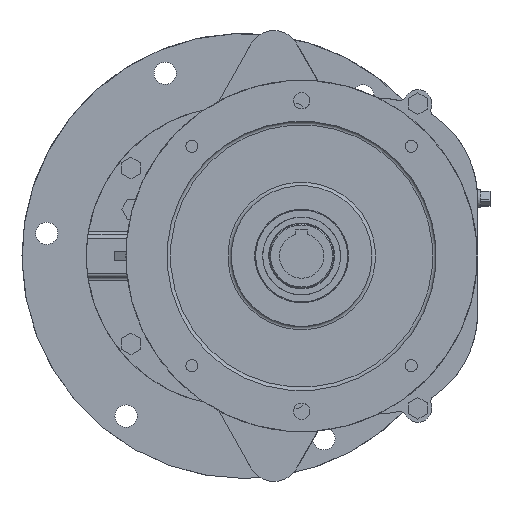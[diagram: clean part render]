
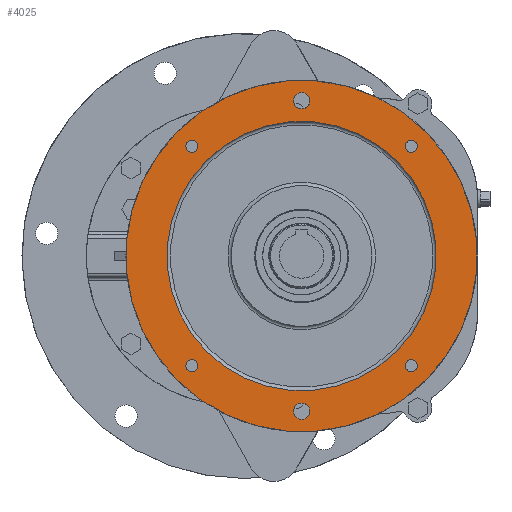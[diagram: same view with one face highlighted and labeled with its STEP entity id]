
A CAD part, left-side view. The second image highlights one B-rep face of the part: STEP entity #4025.
In plain terms, the highlighted planar face has unit normal (-1, 0, 0).
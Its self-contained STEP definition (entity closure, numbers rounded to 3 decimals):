
#517 = EDGE_LOOP ( 'NONE', ( #18024 ) ) ;
#609 = FACE_BOUND ( 'NONE', #11416, .T. ) ;
#854 = DIRECTION ( 'NONE',  ( 0., 0.707, 0.707 ) ) ;
#1019 = ORIENTED_EDGE ( 'NONE', *, *, #9390, .F. ) ;
#1765 = AXIS2_PLACEMENT_3D ( 'NONE', #21415, #13819, #21179 ) ;
#1855 = ORIENTED_EDGE ( 'NONE', *, *, #18058, .F. ) ;
#1863 = CARTESIAN_POINT ( 'NONE',  ( -343., 44.952, -93.692 ) ) ;
#2077 = EDGE_CURVE ( 'NONE', #16159, #16159, #19039, .T. ) ;
#2399 = EDGE_LOOP ( 'NONE', ( #17696 ) ) ;
#2604 = AXIS2_PLACEMENT_3D ( 'NONE', #18580, #4068, #9511 ) ;
#3333 = CIRCLE ( 'NONE', #18389, 5.1 ) ;
#3529 = DIRECTION ( 'NONE',  ( 0., 0.707, 0.707 ) ) ;
#3795 = DIRECTION ( 'NONE',  ( 0., 0.707, 0.707 ) ) ;
#3807 = CARTESIAN_POINT ( 'NONE',  ( -343., -43.79, -127.55 ) ) ;
#4025 = ADVANCED_FACE ( 'NONE', ( #8130, #15510, #22976, #9933, #17190, #609, #13688, #21043 ), #11878, .T. ) ;
#4068 = DIRECTION ( 'NONE',  ( -1., 0., 0. ) ) ;
#4281 = EDGE_LOOP ( 'NONE', ( #7014 ) ) ;
#4573 = AXIS2_PLACEMENT_3D ( 'NONE', #10058, #17428, #854 ) ;
#4688 = CARTESIAN_POINT ( 'NONE',  ( -343., 57.326, 106.066 ) ) ;
#4739 = ORIENTED_EDGE ( 'NONE', *, *, #4773, .F. ) ;
#4773 = EDGE_CURVE ( 'NONE', #17842, #17842, #4969, .T. ) ;
#4969 = CIRCLE ( 'NONE', #23104, 115. ) ;
#5145 = CARTESIAN_POINT ( 'NONE',  ( -343., 44.952, 93.692 ) ) ;
#5237 = DIRECTION ( 'NONE',  ( -1., 0., 0. ) ) ;
#6247 = AXIS2_PLACEMENT_3D ( 'NONE', #22909, #8289, #10107 ) ;
#6856 = AXIS2_PLACEMENT_3D ( 'NONE', #1863, #9253, #15183 ) ;
#6876 = EDGE_LOOP ( 'NONE', ( #1855 ) ) ;
#6929 = DIRECTION ( 'NONE',  ( 0., 0.707, 0.707 ) ) ;
#7014 = ORIENTED_EDGE ( 'NONE', *, *, #11288, .F. ) ;
#7084 = CARTESIAN_POINT ( 'NONE',  ( -343., -43.79, 137.45 ) ) ;
#7535 = CARTESIAN_POINT ( 'NONE',  ( -343., -142.432, -93.692 ) ) ;
#8130 = FACE_BOUND ( 'NONE', #4281, .T. ) ;
#8289 = DIRECTION ( 'NONE',  ( -1., 0., 0. ) ) ;
#8555 = CIRCLE ( 'NONE', #6247, 7. ) ;
#8660 = CARTESIAN_POINT ( 'NONE',  ( -343., 32.577, 81.317 ) ) ;
#8879 = CARTESIAN_POINT ( 'NONE',  ( -343., -138.825, -90.085 ) ) ;
#9253 = DIRECTION ( 'NONE',  ( -1., 0., 0. ) ) ;
#9390 = EDGE_CURVE ( 'NONE', #16277, #16277, #8555, .T. ) ;
#9511 = DIRECTION ( 'NONE',  ( 0., 0.707, 0.707 ) ) ;
#9575 = CIRCLE ( 'NONE', #2604, 7. ) ;
#9933 = FACE_BOUND ( 'NONE', #517, .T. ) ;
#10058 = CARTESIAN_POINT ( 'NONE',  ( -343., -154.806, 106.066 ) ) ;
#10107 = DIRECTION ( 'NONE',  ( 0., 0.707, 0.707 ) ) ;
#10820 = CARTESIAN_POINT ( 'NONE',  ( -343., 48.558, -90.085 ) ) ;
#10934 = DIRECTION ( 'NONE',  ( -1., 0., 0. ) ) ;
#11202 = VERTEX_POINT ( 'NONE', #7084 ) ;
#11288 = EDGE_CURVE ( 'NONE', #11202, #11202, #9575, .T. ) ;
#11416 = EDGE_LOOP ( 'NONE', ( #1019 ) ) ;
#11548 = CIRCLE ( 'NONE', #15428, 5.1 ) ;
#11878 = PLANE ( 'NONE',  #4573 ) ;
#12222 = CIRCLE ( 'NONE', #1765, 5.1 ) ;
#12278 = CIRCLE ( 'NONE', #6856, 5.1 ) ;
#12300 = EDGE_CURVE ( 'NONE', #23088, #23088, #11548, .T. ) ;
#12755 = CARTESIAN_POINT ( 'NONE',  ( -343., -48.74, 0. ) ) ;
#12995 = DIRECTION ( 'NONE',  ( -1., 0., 0. ) ) ;
#13688 = FACE_OUTER_BOUND ( 'NONE', #23618, .T. ) ;
#13819 = DIRECTION ( 'NONE',  ( -1., 0., 0. ) ) ;
#13890 = CARTESIAN_POINT ( 'NONE',  ( -343., -138.825, 97.298 ) ) ;
#14420 = CARTESIAN_POINT ( 'NONE',  ( -343., -48.74, 0. ) ) ;
#14543 = EDGE_LOOP ( 'NONE', ( #4739 ) ) ;
#15183 = DIRECTION ( 'NONE',  ( 0., 0.707, 0.707 ) ) ;
#15428 = AXIS2_PLACEMENT_3D ( 'NONE', #5145, #10934, #18175 ) ;
#15510 = FACE_BOUND ( 'NONE', #17391, .T. ) ;
#15837 = EDGE_CURVE ( 'NONE', #19456, #19456, #12222, .T. ) ;
#15959 = AXIS2_PLACEMENT_3D ( 'NONE', #14420, #5237, #6929 ) ;
#16159 = VERTEX_POINT ( 'NONE', #4688 ) ;
#16277 = VERTEX_POINT ( 'NONE', #3807 ) ;
#16598 = VERTEX_POINT ( 'NONE', #10820 ) ;
#17190 = FACE_BOUND ( 'NONE', #6876, .T. ) ;
#17237 = EDGE_CURVE ( 'NONE', #21933, #21933, #3333, .T. ) ;
#17391 = EDGE_LOOP ( 'NONE', ( #17994 ) ) ;
#17428 = DIRECTION ( 'NONE',  ( -1., 0., 0. ) ) ;
#17696 = ORIENTED_EDGE ( 'NONE', *, *, #15837, .F. ) ;
#17842 = VERTEX_POINT ( 'NONE', #8660 ) ;
#17994 = ORIENTED_EDGE ( 'NONE', *, *, #12300, .F. ) ;
#18024 = ORIENTED_EDGE ( 'NONE', *, *, #17237, .F. ) ;
#18058 = EDGE_CURVE ( 'NONE', #16598, #16598, #12278, .T. ) ;
#18175 = DIRECTION ( 'NONE',  ( 0., 0.707, 0.707 ) ) ;
#18389 = AXIS2_PLACEMENT_3D ( 'NONE', #7535, #12995, #3795 ) ;
#18580 = CARTESIAN_POINT ( 'NONE',  ( -343., -48.74, 132.5 ) ) ;
#19039 = CIRCLE ( 'NONE', #15959, 150. ) ;
#19456 = VERTEX_POINT ( 'NONE', #13890 ) ;
#20089 = DIRECTION ( 'NONE',  ( -1., 0., 0. ) ) ;
#20444 = CARTESIAN_POINT ( 'NONE',  ( -343., 48.558, 97.298 ) ) ;
#21043 = FACE_BOUND ( 'NONE', #14543, .T. ) ;
#21179 = DIRECTION ( 'NONE',  ( 0., 0.707, 0.707 ) ) ;
#21415 = CARTESIAN_POINT ( 'NONE',  ( -343., -142.432, 93.692 ) ) ;
#21933 = VERTEX_POINT ( 'NONE', #8879 ) ;
#22400 = ORIENTED_EDGE ( 'NONE', *, *, #2077, .T. ) ;
#22909 = CARTESIAN_POINT ( 'NONE',  ( -343., -48.74, -132.5 ) ) ;
#22976 = FACE_BOUND ( 'NONE', #2399, .T. ) ;
#23088 = VERTEX_POINT ( 'NONE', #20444 ) ;
#23104 = AXIS2_PLACEMENT_3D ( 'NONE', #12755, #20089, #3529 ) ;
#23618 = EDGE_LOOP ( 'NONE', ( #22400 ) ) ;
